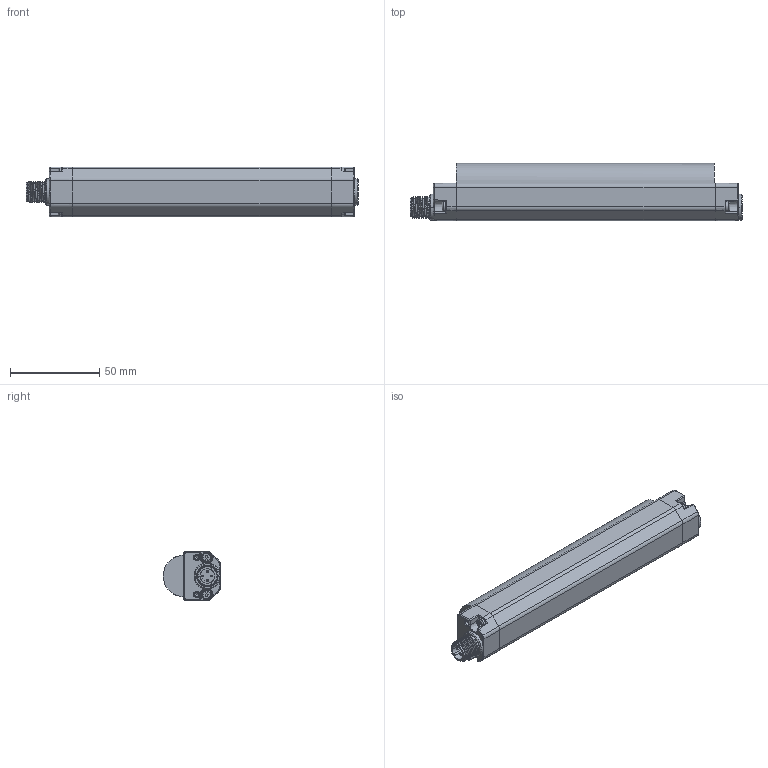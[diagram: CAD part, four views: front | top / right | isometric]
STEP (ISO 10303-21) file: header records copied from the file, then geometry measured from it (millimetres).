
FILE_DESCRIPTION((''),'2;1');
FILE_NAME('166997_SW','2012-09-04T',('banengservice'),('BANNER ENGINEERING'),'PRO/ENGINEER BY PARAMETRIC TECHNOLOGY CORPORATION, 2009141','PRO/ENGINEER BY PARAMETRIC TECHNOLOGY CORPORATION, 2009141','');
FILE_SCHEMA(('CONFIG_CONTROL_DESIGN'));
Length unit declared in the file: inch
Products named in the file (1): 166997_SW
Bounding box: 186 x 32.19 x 28 mm (x, y, z)
Volume: 71240.7 mm3; surface area: 47687.1 mm2
Topology: 1 solids, 1 shells, 755 faces, 1853 edges, 1116 vertices
Faces by surface type: plane 258, cylinder 205, cone 115, torus 91, bspline 74, sphere 12
Entity records: 29956 total; most frequent: CARTESIAN_POINT 12370, DIRECTION 3740, ORIENTED_EDGE 3690, EDGE_CURVE 1845, AXIS2_PLACEMENT_3D 1462, VERTEX_POINT 1116, VECTOR 816, LINE 816
